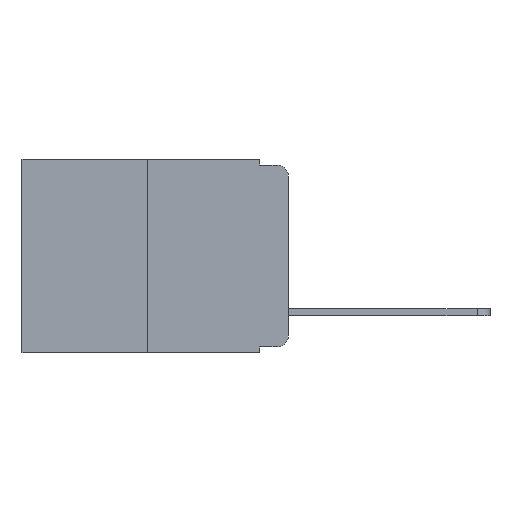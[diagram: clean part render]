
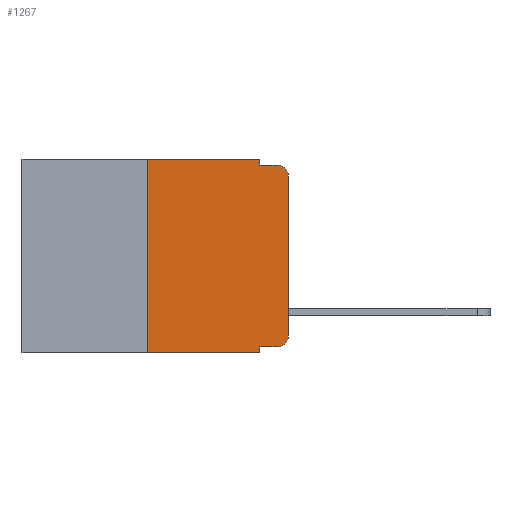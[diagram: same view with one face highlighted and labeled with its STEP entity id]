
A CAD part, left-side view. The second image highlights one B-rep face of the part: STEP entity #1267.
In plain terms, the highlighted planar face has unit normal (-1, 0, 0).
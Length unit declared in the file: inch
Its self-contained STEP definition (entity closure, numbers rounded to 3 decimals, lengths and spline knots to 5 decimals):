
#18 = VERTEX_POINT ( 'NONE', #12413 ) ;
#70 = CARTESIAN_POINT ( 'NONE',  ( 0., 0.051, 0. ) ) ;
#244 = CARTESIAN_POINT ( 'NONE',  ( 0., 0.051, -0.343 ) ) ;
#533 = VERTEX_POINT ( 'NONE', #244 ) ;
#536 = DIRECTION ( 'NONE',  ( 0., -1., 0. ) ) ;
#739 = VERTEX_POINT ( 'NONE', #8145 ) ;
#1126 = VERTEX_POINT ( 'NONE', #15109 ) ;
#1229 = EDGE_CURVE ( 'NONE', #18, #7395, #12189, .T. ) ;
#1267 = ADVANCED_FACE ( 'NONE', ( #5077 ), #11355, .F. ) ;
#1595 = CARTESIAN_POINT ( 'NONE',  ( 0., 0.02, -0.333 ) ) ;
#2036 = DIRECTION ( 'NONE',  ( 0., -1., 0. ) ) ;
#2361 = EDGE_CURVE ( 'NONE', #1126, #7329, #16807, .T. ) ;
#2732 = VECTOR ( 'NONE', #2036, 39.37008 ) ;
#3070 = DIRECTION ( 'NONE',  ( 0., 0., -1. ) ) ;
#3074 = CARTESIAN_POINT ( 'NONE',  ( 0., 0.02, -0.313 ) ) ;
#3199 = ORIENTED_EDGE ( 'NONE', *, *, #11545, .T. ) ;
#3234 = EDGE_CURVE ( 'NONE', #6488, #7395, #17657, .T. ) ;
#3239 = VECTOR ( 'NONE', #6973, 39.37008 ) ;
#3581 = AXIS2_PLACEMENT_3D ( 'NONE', #9516, #9519, #9538 ) ;
#4618 = DIRECTION ( 'NONE',  ( 0., 0., -1. ) ) ;
#4728 = CARTESIAN_POINT ( 'NONE',  ( 0., 0., -0.03 ) ) ;
#4845 = ORIENTED_EDGE ( 'NONE', *, *, #5308, .T. ) ;
#5077 = FACE_OUTER_BOUND ( 'NONE', #7352, .T. ) ;
#5213 = ORIENTED_EDGE ( 'NONE', *, *, #17284, .F. ) ;
#5276 = VECTOR ( 'NONE', #7494, 39.37008 ) ;
#5308 = EDGE_CURVE ( 'NONE', #739, #6488, #12809, .T. ) ;
#5895 = LINE ( 'NONE', #70, #9305 ) ;
#5952 = DIRECTION ( 'NONE',  ( 0., 0., 1. ) ) ;
#6254 = CARTESIAN_POINT ( 'NONE',  ( 0., 0.25, 0. ) ) ;
#6342 = LINE ( 'NONE', #10923, #2732 ) ;
#6488 = VERTEX_POINT ( 'NONE', #4728 ) ;
#6538 = ORIENTED_EDGE ( 'NONE', *, *, #1229, .F. ) ;
#6973 = DIRECTION ( 'NONE',  ( 0., -1., 0. ) ) ;
#7329 = VERTEX_POINT ( 'NONE', #7478 ) ;
#7352 = EDGE_LOOP ( 'NONE', ( #4845, #14643, #6538, #5213, #14192, #10463, #15633, #12070, #3199, #11328 ) ) ;
#7395 = VERTEX_POINT ( 'NONE', #16287 ) ;
#7478 = CARTESIAN_POINT ( 'NONE',  ( 0., 0.051, 0. ) ) ;
#7494 = DIRECTION ( 'NONE',  ( 0., -1., 0. ) ) ;
#7657 = DIRECTION ( 'NONE',  ( 0., 0., -1. ) ) ;
#7775 = DIRECTION ( 'NONE',  ( 0., 0., 1. ) ) ;
#8145 = CARTESIAN_POINT ( 'NONE',  ( 0., 0., -0.313 ) ) ;
#8232 = AXIS2_PLACEMENT_3D ( 'NONE', #13496, #11379, #7657 ) ;
#9119 = VERTEX_POINT ( 'NONE', #1595 ) ;
#9305 = VECTOR ( 'NONE', #3070, 39.37008 ) ;
#9435 = VERTEX_POINT ( 'NONE', #17877 ) ;
#9516 = CARTESIAN_POINT ( 'NONE',  ( 0., 0.02, -0.03 ) ) ;
#9519 = DIRECTION ( 'NONE',  ( -1., 0., 0. ) ) ;
#9538 = DIRECTION ( 'NONE',  ( 0., 0., -1. ) ) ;
#10463 = ORIENTED_EDGE ( 'NONE', *, *, #15369, .F. ) ;
#10575 = EDGE_CURVE ( 'NONE', #9119, #739, #11249, .T. ) ;
#10923 = CARTESIAN_POINT ( 'NONE',  ( 0., 0.473, -0.343 ) ) ;
#11249 = CIRCLE ( 'NONE', #11553, 0.02 ) ;
#11328 = ORIENTED_EDGE ( 'NONE', *, *, #10575, .T. ) ;
#11329 = CARTESIAN_POINT ( 'NONE',  ( 0., 0.25, -0.343 ) ) ;
#11355 = PLANE ( 'NONE',  #8232 ) ;
#11379 = DIRECTION ( 'NONE',  ( 1., 0., 0. ) ) ;
#11445 = VECTOR ( 'NONE', #18703, 39.37008 ) ;
#11545 = EDGE_CURVE ( 'NONE', #9435, #9119, #18237, .T. ) ;
#11553 = AXIS2_PLACEMENT_3D ( 'NONE', #3074, #13377, #4618 ) ;
#12070 = ORIENTED_EDGE ( 'NONE', *, *, #14414, .F. ) ;
#12189 = LINE ( 'NONE', #16119, #13284 ) ;
#12410 = EDGE_CURVE ( 'NONE', #14295, #533, #6342, .T. ) ;
#12413 = CARTESIAN_POINT ( 'NONE',  ( 0., 0.051, -0.01 ) ) ;
#12809 = LINE ( 'NONE', #17562, #16183 ) ;
#13284 = VECTOR ( 'NONE', #536, 39.37008 ) ;
#13377 = DIRECTION ( 'NONE',  ( -1., 0., 0. ) ) ;
#13442 = LINE ( 'NONE', #6254, #16781 ) ;
#13496 = CARTESIAN_POINT ( 'NONE',  ( 0., 0.473, 0. ) ) ;
#14192 = ORIENTED_EDGE ( 'NONE', *, *, #2361, .F. ) ;
#14295 = VERTEX_POINT ( 'NONE', #11329 ) ;
#14414 = EDGE_CURVE ( 'NONE', #9435, #533, #15253, .T. ) ;
#14465 = CARTESIAN_POINT ( 'NONE',  ( 0., 0.051, 0. ) ) ;
#14643 = ORIENTED_EDGE ( 'NONE', *, *, #3234, .T. ) ;
#15109 = CARTESIAN_POINT ( 'NONE',  ( 0., 0.25, 0. ) ) ;
#15253 = LINE ( 'NONE', #14465, #11445 ) ;
#15369 = EDGE_CURVE ( 'NONE', #14295, #1126, #13442, .T. ) ;
#15633 = ORIENTED_EDGE ( 'NONE', *, *, #12410, .T. ) ;
#15751 = CARTESIAN_POINT ( 'NONE',  ( 0., 0.473, 0. ) ) ;
#16119 = CARTESIAN_POINT ( 'NONE',  ( 0., 0.051, -0.01 ) ) ;
#16183 = VECTOR ( 'NONE', #5952, 39.37008 ) ;
#16287 = CARTESIAN_POINT ( 'NONE',  ( 0., 0.02, -0.01 ) ) ;
#16781 = VECTOR ( 'NONE', #7775, 39.37008 ) ;
#16807 = LINE ( 'NONE', #15751, #5276 ) ;
#17008 = CARTESIAN_POINT ( 'NONE',  ( 0., 0.051, -0.333 ) ) ;
#17284 = EDGE_CURVE ( 'NONE', #7329, #18, #5895, .T. ) ;
#17562 = CARTESIAN_POINT ( 'NONE',  ( 0., 0., 0. ) ) ;
#17657 = CIRCLE ( 'NONE', #3581, 0.02 ) ;
#17877 = CARTESIAN_POINT ( 'NONE',  ( 0., 0.051, -0.333 ) ) ;
#18237 = LINE ( 'NONE', #17008, #3239 ) ;
#18703 = DIRECTION ( 'NONE',  ( 0., 0., -1. ) ) ;
